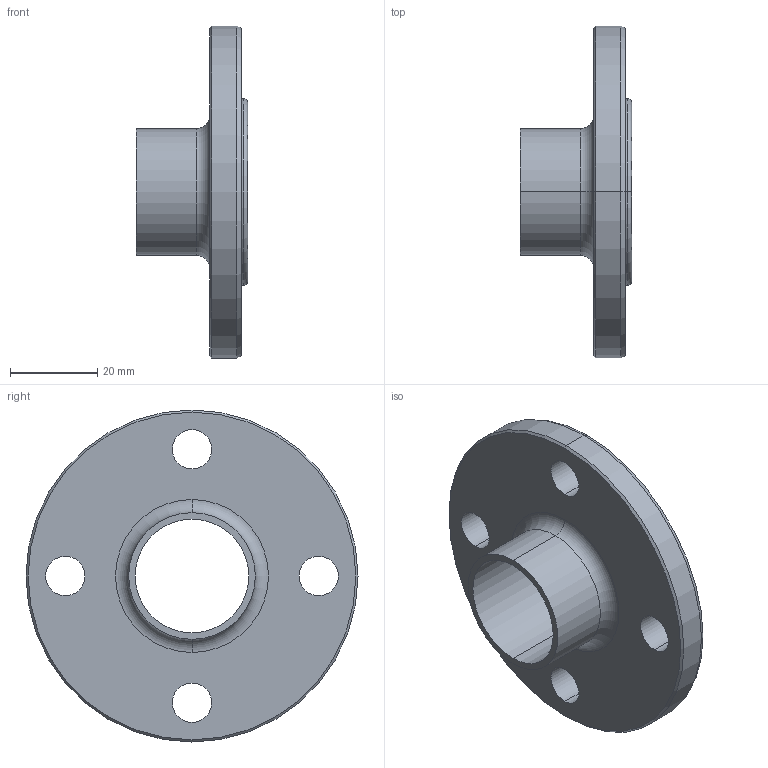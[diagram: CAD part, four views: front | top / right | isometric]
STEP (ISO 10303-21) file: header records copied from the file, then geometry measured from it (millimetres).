
FILE_DESCRIPTION (( 'STEP AP203' ), '1' );
FILE_NAME ('3D_M2286P_29x1.5_174131025.STEP', '2024-09-05T13:15:57', ( '' ), ( '' ), 'SwSTEP 2.0', 'SolidWorks 2024', '' );
FILE_SCHEMA (( 'CONFIG_CONTROL_DESIGN' ));
Length unit declared in the file: millimetre
Products named in the file (1): 3D_M2286P_29x1.5_174131025
Bounding box: 25.5 x 76 x 76 mm (x, y, z)
Volume: 28710.3 mm3; surface area: 13714.2 mm2
Topology: 1 solids, 1 shells, 31 faces, 70 edges, 44 vertices
Faces by surface type: cylinder 16, torus 6, plane 5, cone 4
Entity records: 987 total; most frequent: DIRECTION 184, CARTESIAN_POINT 146, ORIENTED_EDGE 140, AXIS2_PLACEMENT_3D 82, EDGE_CURVE 70, CIRCLE 50, VERTEX_POINT 44, EDGE_LOOP 44
